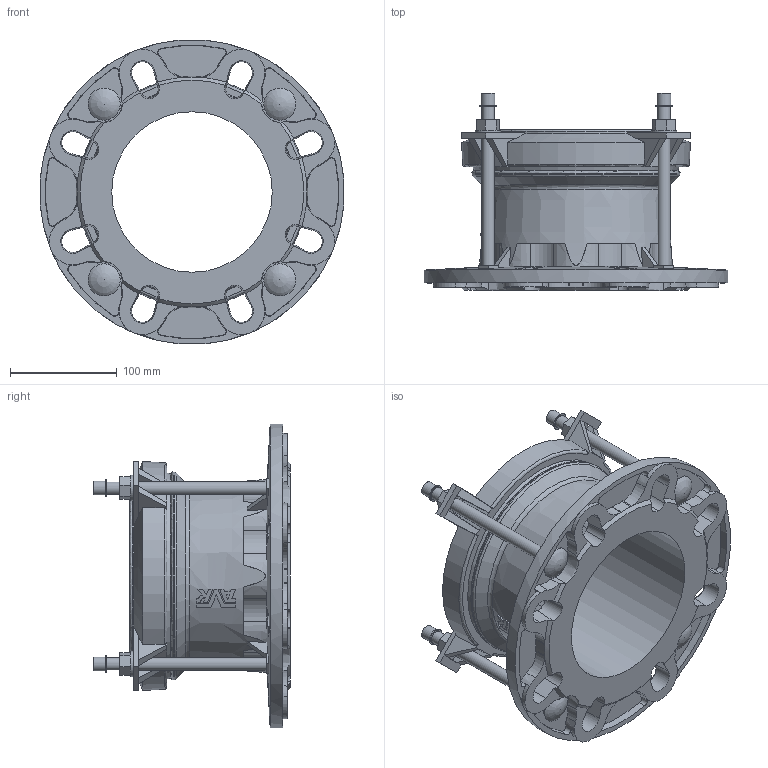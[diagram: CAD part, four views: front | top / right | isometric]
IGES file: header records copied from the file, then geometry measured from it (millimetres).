
Start section: SolidWorks IGES file using analytic representation for surfaces
Global section: file name: O_603_A_DN125-DN150_132-157mm_IGES.IGS; native system: SolidWorks 2012; preprocessor: SolidWorks 2012; author: wizh; date: 150625.090632; units: millimetre
Bounding box: 284.12 x 184.05 x 284.12 mm (x, y, z)
Surface area: 331179 mm2 (no closed solid volume)
Topology: 0 solids, 0 shells, 460 faces, 2600 edges, 2540 vertices
Faces by surface type: bspline 255, revolution 205
